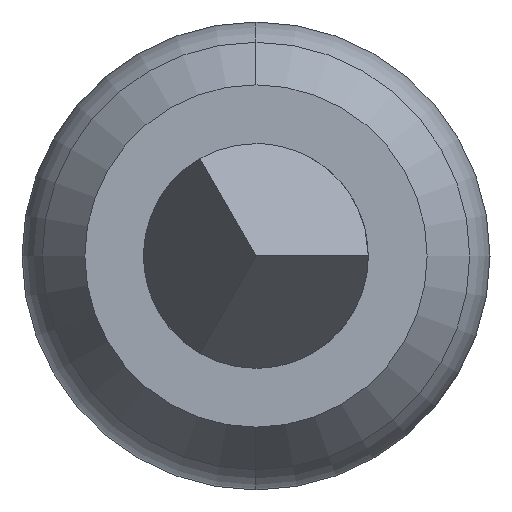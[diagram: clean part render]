
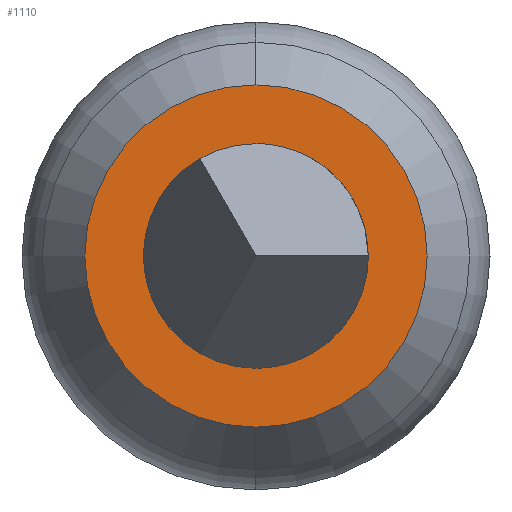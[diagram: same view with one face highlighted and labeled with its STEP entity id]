
A CAD part, left-side view. The second image highlights one B-rep face of the part: STEP entity #1110.
In plain terms, the highlighted planar face has unit normal (-1, 0, 0).
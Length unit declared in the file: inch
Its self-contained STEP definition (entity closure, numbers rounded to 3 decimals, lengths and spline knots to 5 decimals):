
#13 = VERTEX_POINT ( 'NONE', #915 ) ;
#35 = DIRECTION ( 'NONE',  ( 0., 0., -1. ) ) ;
#57 = PLANE ( 'NONE',  #775 ) ;
#86 = CARTESIAN_POINT ( 'NONE',  ( 0., 0., 0. ) ) ;
#92 = DIRECTION ( 'NONE',  ( 1., 0., 0. ) ) ;
#96 = DIRECTION ( 'NONE',  ( 0., 0., -1. ) ) ;
#136 = CIRCLE ( 'NONE', #1143, 0.00236 ) ;
#145 = EDGE_LOOP ( 'NONE', ( #606, #509 ) ) ;
#157 = EDGE_CURVE ( 'NONE', #336, #875, #537, .T. ) ;
#161 = DIRECTION ( 'NONE',  ( -1., 0., 0. ) ) ;
#163 = DIRECTION ( 'NONE',  ( 0., 0., 1. ) ) ;
#207 = CARTESIAN_POINT ( 'NONE',  ( 0., 0., 0. ) ) ;
#219 = DIRECTION ( 'NONE',  ( -1., 0., 0. ) ) ;
#300 = DIRECTION ( 'NONE',  ( 0., 0., -1. ) ) ;
#302 = VERTEX_POINT ( 'NONE', #589 ) ;
#336 = VERTEX_POINT ( 'NONE', #896 ) ;
#474 = CARTESIAN_POINT ( 'NONE',  ( 0., 0., 0. ) ) ;
#509 = ORIENTED_EDGE ( 'NONE', *, *, #157, .T. ) ;
#537 = CIRCLE ( 'NONE', #587, 0.0036 ) ;
#541 = DIRECTION ( 'NONE',  ( 0., 0., 1. ) ) ;
#567 = EDGE_LOOP ( 'NONE', ( #1009, #1051 ) ) ;
#587 = AXIS2_PLACEMENT_3D ( 'NONE', #689, #991, #541 ) ;
#589 = CARTESIAN_POINT ( 'NONE',  ( 0., 0., -0.00236 ) ) ;
#606 = ORIENTED_EDGE ( 'NONE', *, *, #1142, .T. ) ;
#689 = CARTESIAN_POINT ( 'NONE',  ( 0., 0., 0. ) ) ;
#696 = AXIS2_PLACEMENT_3D ( 'NONE', #1005, #161, #163 ) ;
#704 = DIRECTION ( 'NONE',  ( -1., 0., 0. ) ) ;
#769 = CIRCLE ( 'NONE', #696, 0.0036 ) ;
#775 = AXIS2_PLACEMENT_3D ( 'NONE', #86, #92, #96 ) ;
#817 = CARTESIAN_POINT ( 'NONE',  ( 0., 0., -0.0036 ) ) ;
#875 = VERTEX_POINT ( 'NONE', #817 ) ;
#886 = EDGE_CURVE ( 'NONE', #13, #302, #136, .T. ) ;
#896 = CARTESIAN_POINT ( 'NONE',  ( 0., 0., 0.0036 ) ) ;
#915 = CARTESIAN_POINT ( 'NONE',  ( 0., 0., 0.00236 ) ) ;
#933 = FACE_BOUND ( 'NONE', #567, .T. ) ;
#951 = EDGE_CURVE ( 'NONE', #302, #13, #1113, .T. ) ;
#969 = FACE_OUTER_BOUND ( 'NONE', #145, .T. ) ;
#991 = DIRECTION ( 'NONE',  ( -1., 0., 0. ) ) ;
#1005 = CARTESIAN_POINT ( 'NONE',  ( 0., 0., 0. ) ) ;
#1009 = ORIENTED_EDGE ( 'NONE', *, *, #886, .F. ) ;
#1024 = AXIS2_PLACEMENT_3D ( 'NONE', #474, #704, #35 ) ;
#1051 = ORIENTED_EDGE ( 'NONE', *, *, #951, .F. ) ;
#1110 = ADVANCED_FACE ( 'NONE', ( #933, #969 ), #57, .F. ) ;
#1113 = CIRCLE ( 'NONE', #1024, 0.00236 ) ;
#1142 = EDGE_CURVE ( 'NONE', #875, #336, #769, .T. ) ;
#1143 = AXIS2_PLACEMENT_3D ( 'NONE', #207, #219, #300 ) ;
